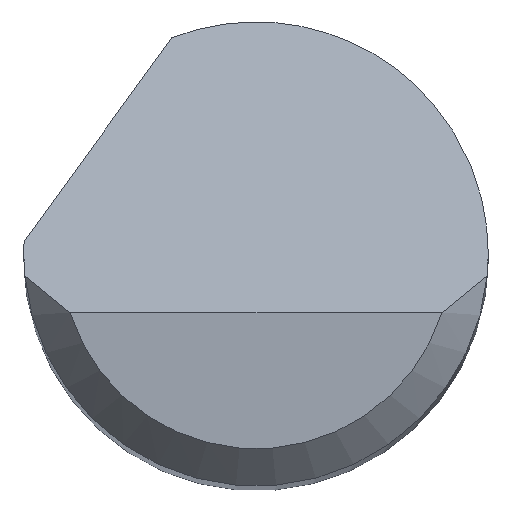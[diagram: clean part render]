
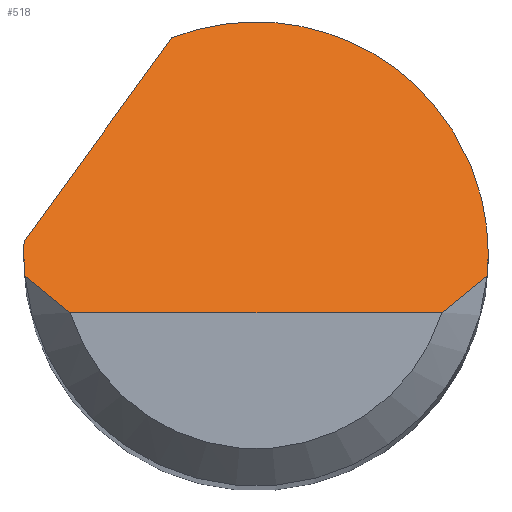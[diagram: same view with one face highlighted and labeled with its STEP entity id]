
A CAD part, top view. The second image highlights one B-rep face of the part: STEP entity #518.
In plain terms, the highlighted planar face has unit normal (0, 0.707, 0.707).
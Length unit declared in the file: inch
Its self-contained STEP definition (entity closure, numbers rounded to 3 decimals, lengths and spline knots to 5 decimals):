
#4 = FACE_OUTER_BOUND ( 'NONE', #132, .T. ) ;
#8 = VERTEX_POINT ( 'NONE', #541 ) ;
#15 = VERTEX_POINT ( 'NONE', #371 ) ;
#18 = LINE ( 'NONE', #704, #574 ) ;
#45 = AXIS2_PLACEMENT_3D ( 'NONE', #286, #58, #618 ) ;
#58 = DIRECTION ( 'NONE',  ( 0., -0.707, -0.707 ) ) ;
#66 = EDGE_CURVE ( 'NONE', #15, #451, #87, .T. ) ;
#78 = CARTESIAN_POINT ( 'NONE',  ( -0.09375, 0., 1.47625 ) ) ;
#84 = ORIENTED_EDGE ( 'NONE', *, *, #222, .F. ) ;
#87 = B_SPLINE_CURVE_WITH_KNOTS ( 'NONE', 3,
 ( #390, #278, #499, #447 ),
 .UNSPECIFIED., .F., .F.,
 ( 4, 4 ),
 ( 0., 0.00071 ),
 .UNSPECIFIED. ) ;
#110 = CARTESIAN_POINT ( 'NONE',  ( -0.03394, 0.08739, 1.38886 ) ) ;
#112 = CARTESIAN_POINT ( 'NONE',  ( 0.03379, 0.11369, 1.36256 ) ) ;
#119 = CARTESIAN_POINT ( 'NONE',  ( -0.08761, -0.01397, 1.49022 ) ) ;
#132 = EDGE_LOOP ( 'NONE', ( #393, #369, #472, #230, #580, #622, #84, #689 ) ) ;
#133 = CARTESIAN_POINT ( 'NONE',  ( -0.08157, -0.019, 1.49525 ) ) ;
#158 = CARTESIAN_POINT ( 'NONE',  ( -0.11014, -0.01781, 1.49406 ) ) ;
#171 = CARTESIAN_POINT ( 'NONE',  ( 0.09375, 0., 1.47625 ) ) ;
#185 = VERTEX_POINT ( 'NONE', #505 ) ;
#194 = CARTESIAN_POINT ( 'NONE',  ( -0.07508, -0.02375, 1.5 ) ) ;
#195 = CARTESIAN_POINT ( 'NONE',  ( -0.09375, 0.00167, 1.47458 ) ) ;
#203 = EDGE_CURVE ( 'NONE', #208, #8, #604, .T. ) ;
#208 = VERTEX_POINT ( 'NONE', #653 ) ;
#218 = CARTESIAN_POINT ( 'NONE',  ( -0.09334, -0.00875, 1.485 ) ) ;
#222 = EDGE_CURVE ( 'NONE', #577, #242, #425, .T. ) ;
#224 = CARTESIAN_POINT ( 'NONE',  ( 0.09375, 0.07266, 1.40359 ) ) ;
#230 = ORIENTED_EDGE ( 'NONE', *, *, #490, .F. ) ;
#242 = VERTEX_POINT ( 'NONE', #607 ) ;
#272 = CARTESIAN_POINT ( 'NONE',  ( -0.09375, 0., 1.47625 ) ) ;
#278 = CARTESIAN_POINT ( 'NONE',  ( 0.08157, -0.019, 1.49525 ) ) ;
#279 = CARTESIAN_POINT ( 'NONE',  ( 0.09334, -0.00875, 1.485 ) ) ;
#286 = CARTESIAN_POINT ( 'NONE',  ( -0.09375, -0.02375, 1.5 ) ) ;
#307 = EDGE_CURVE ( 'NONE', #185, #15, #18, .T. ) ;
#322 = B_SPLINE_CURVE_WITH_KNOTS ( 'NONE', 3,
 ( #469, #119, #133, #194 ),
 .UNSPECIFIED., .F., .F.,
 ( 4, 4 ),
 ( 0., 0.00071 ),
 .UNSPECIFIED. ) ;
#327 =( BOUNDED_CURVE ( )  B_SPLINE_CURVE ( 3, ( #78, #195, #642, #651 ),
 .UNSPECIFIED., .F., .F. ) 
 B_SPLINE_CURVE_WITH_KNOTS ( ( 4, 4 ),
 ( 4.71239, 4.76575 ),
 .UNSPECIFIED. ) 
 CURVE ( )  GEOMETRIC_REPRESENTATION_ITEM ( )  RATIONAL_B_SPLINE_CURVE ( ( 1., 1., 1., 1. ) ) 
 REPRESENTATION_ITEM ( '' )  );
#335 = CARTESIAN_POINT ( 'NONE',  ( 0.09375, -0.00292, 1.47917 ) ) ;
#369 = ORIENTED_EDGE ( 'NONE', *, *, #66, .T. ) ;
#371 = CARTESIAN_POINT ( 'NONE',  ( 0.07508, -0.02375, 1.5 ) ) ;
#374 = CARTESIAN_POINT ( 'NONE',  ( -0.09361, -0.00584, 1.48209 ) ) ;
#375 = EDGE_CURVE ( 'NONE', #242, #208, #327, .T. ) ;
#387 = CARTESIAN_POINT ( 'NONE',  ( 0.09334, -0.00875, 1.485 ) ) ;
#390 = CARTESIAN_POINT ( 'NONE',  ( 0.07508, -0.02375, 1.5 ) ) ;
#393 = ORIENTED_EDGE ( 'NONE', *, *, #307, .T. ) ;
#403 = VERTEX_POINT ( 'NONE', #568 ) ;
#425 =( BOUNDED_CURVE ( )  B_SPLINE_CURVE ( 3, ( #439, #374, #601, #272 ),
 .UNSPECIFIED., .F., .F. ) 
 B_SPLINE_CURVE_WITH_KNOTS ( ( 4, 4 ),
 ( 4.61892, 4.71239 ),
 .UNSPECIFIED. ) 
 CURVE ( )  GEOMETRIC_REPRESENTATION_ITEM ( )  RATIONAL_B_SPLINE_CURVE ( ( 1., 0.999, 0.999, 1. ) ) 
 REPRESENTATION_ITEM ( '' )  );
#439 = CARTESIAN_POINT ( 'NONE',  ( -0.09334, -0.00875, 1.485 ) ) ;
#446 = CARTESIAN_POINT ( 'NONE',  ( 0.09361, -0.00584, 1.48209 ) ) ;
#447 = CARTESIAN_POINT ( 'NONE',  ( 0.09334, -0.00875, 1.485 ) ) ;
#448 = DIRECTION ( 'NONE',  ( 0.456, 0.629, -0.629 ) ) ;
#451 = VERTEX_POINT ( 'NONE', #279 ) ;
#469 = CARTESIAN_POINT ( 'NONE',  ( -0.09334, -0.00875, 1.485 ) ) ;
#472 = ORIENTED_EDGE ( 'NONE', *, *, #593, .F. ) ;
#490 = EDGE_CURVE ( 'NONE', #8, #403, #512, .T. ) ;
#499 = CARTESIAN_POINT ( 'NONE',  ( 0.08761, -0.01397, 1.49022 ) ) ;
#505 = CARTESIAN_POINT ( 'NONE',  ( -0.07508, -0.02375, 1.5 ) ) ;
#512 =( BOUNDED_CURVE ( )  B_SPLINE_CURVE ( 3, ( #110, #112, #224, #171 ),
 .UNSPECIFIED., .F., .F. ) 
 B_SPLINE_CURVE_WITH_KNOTS ( ( 4, 4 ),
 ( 5.91277, 7.85398 ),
 .UNSPECIFIED. ) 
 CURVE ( )  GEOMETRIC_REPRESENTATION_ITEM ( )  RATIONAL_B_SPLINE_CURVE ( ( 1., 0.71, 0.71, 1. ) ) 
 REPRESENTATION_ITEM ( '' )  );
#518 = ADVANCED_FACE ( 'NONE', ( #4 ), #563, .F. ) ;
#541 = CARTESIAN_POINT ( 'NONE',  ( -0.03394, 0.08739, 1.38886 ) ) ;
#563 = PLANE ( 'NONE',  #45 ) ;
#568 = CARTESIAN_POINT ( 'NONE',  ( 0.09375, 0., 1.47625 ) ) ;
#574 = VECTOR ( 'NONE', #711, 39.37008 ) ;
#577 = VERTEX_POINT ( 'NONE', #218 ) ;
#580 = ORIENTED_EDGE ( 'NONE', *, *, #203, .F. ) ;
#593 = EDGE_CURVE ( 'NONE', #403, #451, #679, .T. ) ;
#599 = CARTESIAN_POINT ( 'NONE',  ( 0.09375, 0., 1.47625 ) ) ;
#601 = CARTESIAN_POINT ( 'NONE',  ( -0.09375, -0.00292, 1.47917 ) ) ;
#604 = LINE ( 'NONE', #158, #707 ) ;
#607 = CARTESIAN_POINT ( 'NONE',  ( -0.09375, 0., 1.47625 ) ) ;
#618 = DIRECTION ( 'NONE',  ( 0., 0.707, -0.707 ) ) ;
#622 = ORIENTED_EDGE ( 'NONE', *, *, #375, .F. ) ;
#642 = CARTESIAN_POINT ( 'NONE',  ( -0.09371, 0.00333, 1.47292 ) ) ;
#651 = CARTESIAN_POINT ( 'NONE',  ( -0.09362, 0.005, 1.47125 ) ) ;
#653 = CARTESIAN_POINT ( 'NONE',  ( -0.09362, 0.005, 1.47125 ) ) ;
#679 =( BOUNDED_CURVE ( )  B_SPLINE_CURVE ( 3, ( #599, #335, #446, #387 ),
 .UNSPECIFIED., .F., .F. ) 
 B_SPLINE_CURVE_WITH_KNOTS ( ( 4, 4 ),
 ( 1.5708, 1.66427 ),
 .UNSPECIFIED. ) 
 CURVE ( )  GEOMETRIC_REPRESENTATION_ITEM ( )  RATIONAL_B_SPLINE_CURVE ( ( 1., 0.999, 0.999, 1. ) ) 
 REPRESENTATION_ITEM ( '' )  );
#689 = ORIENTED_EDGE ( 'NONE', *, *, #706, .T. ) ;
#704 = CARTESIAN_POINT ( 'NONE',  ( 0., -0.02375, 1.5 ) ) ;
#706 = EDGE_CURVE ( 'NONE', #577, #185, #322, .T. ) ;
#707 = VECTOR ( 'NONE', #448, 39.37008 ) ;
#711 = DIRECTION ( 'NONE',  ( 1., 0., 0. ) ) ;
